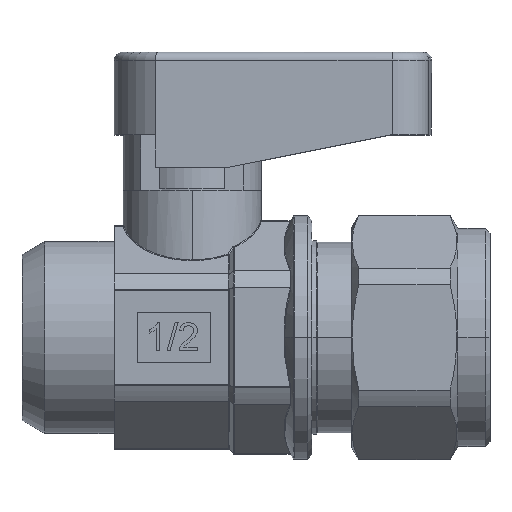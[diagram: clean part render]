
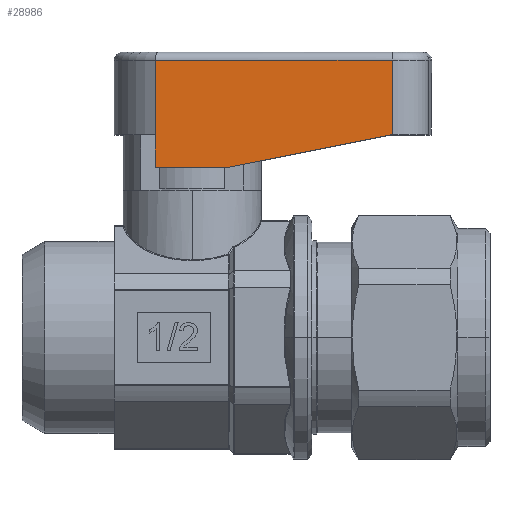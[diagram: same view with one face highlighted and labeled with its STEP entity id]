
A CAD part, top view. The second image highlights one B-rep face of the part: STEP entity #28986.
In plain terms, the highlighted planar face has unit normal (0, 0, 1).
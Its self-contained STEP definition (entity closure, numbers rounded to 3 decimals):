
#1208 = EDGE_CURVE ( 'NONE', #4344, #4351, #38513, .T. ) ;
#4344 = VERTEX_POINT ( 'NONE', #16006 ) ;
#4351 = VERTEX_POINT ( 'NONE', #16017 ) ;
#4393 = VERTEX_POINT ( 'NONE', #16092 ) ;
#4396 = VERTEX_POINT ( 'NONE', #16097 ) ;
#4398 = VERTEX_POINT ( 'NONE', #16100 ) ;
#4407 = VERTEX_POINT ( 'NONE', #16115 ) ;
#4410 = VERTEX_POINT ( 'NONE', #16120 ) ;
#4851 = LINE ( 'NONE', #7392, #4854 ) ;
#4854 = VECTOR ( 'NONE', #7387, 1000. ) ;
#4856 = LINE ( 'NONE', #7402, #4859 ) ;
#4858 = LINE ( 'NONE', #7404, #4861 ) ;
#4859 = VECTOR ( 'NONE', #7403, 1000. ) ;
#4861 = VECTOR ( 'NONE', #7405, 1000. ) ;
#4872 = LINE ( 'NONE', #7415, #4874 ) ;
#4873 = LINE ( 'NONE', #7425, #4876 ) ;
#4874 = VECTOR ( 'NONE', #7416, 1000. ) ;
#4875 = LINE ( 'NONE', #7427, #4878 ) ;
#4876 = VECTOR ( 'NONE', #7426, 1000. ) ;
#4878 = VECTOR ( 'NONE', #7428, 1000. ) ;
#7387 = DIRECTION ( 'NONE',  ( 1., 0., 0. ) ) ;
#7392 = CARTESIAN_POINT ( 'NONE',  ( 26., 22., 7.5 ) ) ;
#7402 = CARTESIAN_POINT ( 'NONE',  ( 21.5, 22., 7.5 ) ) ;
#7403 = DIRECTION ( 'NONE',  ( 0.981, 0.196, 0. ) ) ;
#7404 = CARTESIAN_POINT ( 'NONE',  ( -4., 18.5, 7.5 ) ) ;
#7405 = DIRECTION ( 'NONE',  ( 0., 1., 0. ) ) ;
#7415 = CARTESIAN_POINT ( 'NONE',  ( 21.72, 18.5, 7.5 ) ) ;
#7416 = DIRECTION ( 'NONE',  ( 0., 1., 0. ) ) ;
#7425 = CARTESIAN_POINT ( 'NONE',  ( -4., 30.1, 7.5 ) ) ;
#7426 = DIRECTION ( 'NONE',  ( -1., 0., 0. ) ) ;
#7427 = CARTESIAN_POINT ( 'NONE',  ( -4., 18.5, 7.5 ) ) ;
#7428 = DIRECTION ( 'NONE',  ( 0., 1., 0. ) ) ;
#8231 = EDGE_LOOP ( 'NONE', ( #34621, #35937, #35933, #35930, #35922, #35924, #35926 ) ) ;
#16006 = CARTESIAN_POINT ( 'NONE',  ( -4., 18.5, 7.5 ) ) ;
#16017 = CARTESIAN_POINT ( 'NONE',  ( 4., 18.5, 7.5 ) ) ;
#16092 = CARTESIAN_POINT ( 'NONE',  ( -4., 22., 7.5 ) ) ;
#16097 = CARTESIAN_POINT ( 'NONE',  ( 21.72, 22., 7.5 ) ) ;
#16100 = CARTESIAN_POINT ( 'NONE',  ( 21.5, 22., 7.5 ) ) ;
#16115 = CARTESIAN_POINT ( 'NONE',  ( -4., 30.1, 7.5 ) ) ;
#16120 = CARTESIAN_POINT ( 'NONE',  ( 21.72, 30.1, 7.5 ) ) ;
#18974 = DIRECTION ( 'NONE',  ( 0., 0., 1. ) ) ;
#18975 = CARTESIAN_POINT ( 'NONE',  ( -4., 18.5, 7.5 ) ) ;
#18976 = PLANE ( 'NONE',  #34164 ) ;
#18977 = DIRECTION ( 'NONE',  ( 1., 0., 0. ) ) ;
#20539 = CARTESIAN_POINT ( 'NONE',  ( -4., 18.5, 7.5 ) ) ;
#20548 = DIRECTION ( 'NONE',  ( 1., 0., 0. ) ) ;
#24728 = FACE_OUTER_BOUND ( 'NONE', #8231, .T. ) ;
#28986 = ADVANCED_FACE ( 'NONE', ( #24728 ), #18976, .T. ) ;
#31093 = EDGE_CURVE ( 'NONE', #4398, #4396, #4851, .T. ) ;
#31098 = EDGE_CURVE ( 'NONE', #4351, #4398, #4856, .T. ) ;
#31100 = EDGE_CURVE ( 'NONE', #4344, #4393, #4858, .T. ) ;
#31114 = EDGE_CURVE ( 'NONE', #4396, #4410, #4872, .T. ) ;
#31117 = EDGE_CURVE ( 'NONE', #4410, #4407, #4873, .T. ) ;
#31119 = EDGE_CURVE ( 'NONE', #4393, #4407, #4875, .T. ) ;
#34164 = AXIS2_PLACEMENT_3D ( 'NONE', #18975, #18974, #18977 ) ;
#34621 = ORIENTED_EDGE ( 'NONE', *, *, #31114, .T. ) ;
#35922 = ORIENTED_EDGE ( 'NONE', *, *, #1208, .T. ) ;
#35924 = ORIENTED_EDGE ( 'NONE', *, *, #31098, .T. ) ;
#35926 = ORIENTED_EDGE ( 'NONE', *, *, #31093, .T. ) ;
#35930 = ORIENTED_EDGE ( 'NONE', *, *, #31100, .F. ) ;
#35933 = ORIENTED_EDGE ( 'NONE', *, *, #31119, .F. ) ;
#35937 = ORIENTED_EDGE ( 'NONE', *, *, #31117, .T. ) ;
#38513 = LINE ( 'NONE', #20539, #38523 ) ;
#38523 = VECTOR ( 'NONE', #20548, 1000. ) ;
